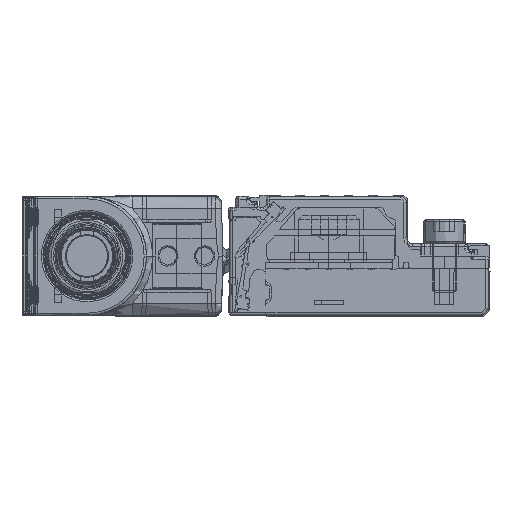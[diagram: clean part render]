
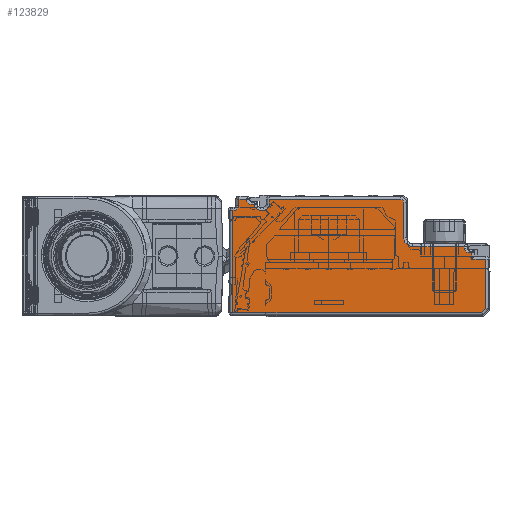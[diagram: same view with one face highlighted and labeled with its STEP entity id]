
A CAD part, left-side view. The second image highlights one B-rep face of the part: STEP entity #123829.
In plain terms, the highlighted planar face has unit normal (-1, 0, 0).
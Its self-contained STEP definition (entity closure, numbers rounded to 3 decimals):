
#123547=AXIS2_PLACEMENT_3D('Circle Axis2P3D',#123545,#123546,$) ;
#123686=AXIS2_PLACEMENT_3D('Plane Axis2P3D',#123683,#123684,#123685) ;
#123709=AXIS2_PLACEMENT_3D('Circle Axis2P3D',#123707,#123708,$) ;
#123723=AXIS2_PLACEMENT_3D('Circle Axis2P3D',#123721,#123722,$) ;
#123744=AXIS2_PLACEMENT_3D('Circle Axis2P3D',#123742,#123743,$) ;
#123758=AXIS2_PLACEMENT_3D('Circle Axis2P3D',#123756,#123757,$) ;
#123772=AXIS2_PLACEMENT_3D('Circle Axis2P3D',#123770,#123771,$) ;
#123793=AXIS2_PLACEMENT_3D('Circle Axis2P3D',#123791,#123792,$) ;
#119446=CARTESIAN_POINT('Vertex',(-3178.,42.3,-7.3)) ;
#119449=CARTESIAN_POINT('Line Origine',(-3178.,42.3,2.)) ;
#119453=CARTESIAN_POINT('Vertex',(-3178.,42.3,9.5)) ;
#119777=CARTESIAN_POINT('Vertex',(-3178.,1.407,-7.3)) ;
#119780=CARTESIAN_POINT('Line Origine',(-3178.,23.168,-7.3)) ;
#119817=CARTESIAN_POINT('Vertex',(-3178.,0.7,-6.593)) ;
#119820=CARTESIAN_POINT('Line Origine',(-3178.,-1.246,-4.646)) ;
#119857=CARTESIAN_POINT('Vertex',(-3178.,0.7,1.5)) ;
#119860=CARTESIAN_POINT('Line Origine',(-3178.,0.7,2.)) ;
#123462=CARTESIAN_POINT('Vertex',(-3178.,3.,2.5)) ;
#123518=CARTESIAN_POINT('Vertex',(-3178.,3.4,2.5)) ;
#123521=CARTESIAN_POINT('Line Origine',(-3178.,21.5,2.5)) ;
#123542=CARTESIAN_POINT('Vertex',(-3178.,4.2,3.3)) ;
#123545=CARTESIAN_POINT('Axis2P3D Location',(-3178.,3.4,3.3)) ;
#123668=CARTESIAN_POINT('Vertex',(-3178.,3.,1.5)) ;
#123671=CARTESIAN_POINT('Line Origine',(-3178.,21.5,1.5)) ;
#123683=CARTESIAN_POINT('Axis2P3D Location',(-3178.,0.2,-7.8)) ;
#123688=CARTESIAN_POINT('Line Origine',(-3178.,3.,2.)) ;
#123693=CARTESIAN_POINT('Line Origine',(-3178.,4.2,3.4)) ;
#123697=CARTESIAN_POINT('Vertex',(-3178.,4.2,3.5)) ;
#123700=CARTESIAN_POINT('Line Origine',(-3178.,8.45,3.5)) ;
#123704=CARTESIAN_POINT('Vertex',(-3178.,12.7,3.5)) ;
#123707=CARTESIAN_POINT('Axis2P3D Location',(-3178.,12.7,5.)) ;
#123711=CARTESIAN_POINT('Vertex',(-3178.,14.2,5.)) ;
#123714=CARTESIAN_POINT('Line Origine',(-3178.,14.2,7.9)) ;
#123718=CARTESIAN_POINT('Vertex',(-3178.,14.2,10.8)) ;
#123721=CARTESIAN_POINT('Axis2P3D Location',(-3178.,14.7,10.8)) ;
#123725=CARTESIAN_POINT('Vertex',(-3178.,14.7,11.3)) ;
#123728=CARTESIAN_POINT('Line Origine',(-3178.,25.5,11.3)) ;
#123732=CARTESIAN_POINT('Vertex',(-3178.,36.3,11.3)) ;
#123735=CARTESIAN_POINT('Line Origine',(-3178.,36.3,10.9)) ;
#123739=CARTESIAN_POINT('Vertex',(-3178.,36.3,10.5)) ;
#123742=CARTESIAN_POINT('Axis2P3D Location',(-3178.,37.3,10.5)) ;
#123746=CARTESIAN_POINT('Vertex',(-3178.,37.3,9.5)) ;
#123749=CARTESIAN_POINT('Line Origine',(-3178.,37.55,9.5)) ;
#123753=CARTESIAN_POINT('Vertex',(-3178.,37.8,9.5)) ;
#123756=CARTESIAN_POINT('Axis2P3D Location',(-3178.,37.8,10.5)) ;
#123760=CARTESIAN_POINT('Vertex',(-3178.,38.8,10.5)) ;
#123763=CARTESIAN_POINT('Line Origine',(-3178.,39.05,10.5)) ;
#123767=CARTESIAN_POINT('Vertex',(-3178.,39.3,10.5)) ;
#123770=CARTESIAN_POINT('Axis2P3D Location',(-3178.,39.3,11.3)) ;
#123774=CARTESIAN_POINT('Vertex',(-3178.,40.1,11.3)) ;
#123777=CARTESIAN_POINT('Line Origine',(-3178.,40.7,11.3)) ;
#123781=CARTESIAN_POINT('Vertex',(-3178.,41.3,11.3)) ;
#123784=CARTESIAN_POINT('Line Origine',(-3178.,41.3,10.8)) ;
#123788=CARTESIAN_POINT('Vertex',(-3178.,41.3,10.3)) ;
#123791=CARTESIAN_POINT('Axis2P3D Location',(-3178.,42.1,10.3)) ;
#123795=CARTESIAN_POINT('Vertex',(-3178.,42.1,9.5)) ;
#123798=CARTESIAN_POINT('Line Origine',(-3178.,42.2,9.5)) ;
#119450=DIRECTION('Vector Direction',(0.,0.,1.)) ;
#119781=DIRECTION('Vector Direction',(0.,1.,0.)) ;
#119821=DIRECTION('Vector Direction',(0.,0.707,-0.707)) ;
#119861=DIRECTION('Vector Direction',(0.,0.,-1.)) ;
#123522=DIRECTION('Vector Direction',(0.,-1.,0.)) ;
#123546=DIRECTION('Axis2P3D Direction',(1.,0.,0.)) ;
#123672=DIRECTION('Vector Direction',(0.,-1.,0.)) ;
#123684=DIRECTION('Axis2P3D Direction',(-1.,0.,0.)) ;
#123685=DIRECTION('Axis2P3D XDirection',(0.,0.,1.)) ;
#123689=DIRECTION('Vector Direction',(0.,0.,1.)) ;
#123694=DIRECTION('Vector Direction',(0.,0.,-1.)) ;
#123701=DIRECTION('Vector Direction',(0.,1.,0.)) ;
#123708=DIRECTION('Axis2P3D Direction',(-1.,0.,0.)) ;
#123715=DIRECTION('Vector Direction',(0.,0.,1.)) ;
#123722=DIRECTION('Axis2P3D Direction',(-1.,0.,0.)) ;
#123729=DIRECTION('Vector Direction',(0.,1.,0.)) ;
#123736=DIRECTION('Vector Direction',(0.,0.,-1.)) ;
#123743=DIRECTION('Axis2P3D Direction',(-1.,0.,0.)) ;
#123750=DIRECTION('Vector Direction',(0.,1.,0.)) ;
#123757=DIRECTION('Axis2P3D Direction',(-1.,0.,0.)) ;
#123764=DIRECTION('Vector Direction',(0.,-1.,0.)) ;
#123771=DIRECTION('Axis2P3D Direction',(-1.,0.,0.)) ;
#123778=DIRECTION('Vector Direction',(0.,1.,0.)) ;
#123785=DIRECTION('Vector Direction',(0.,0.,-1.)) ;
#123792=DIRECTION('Axis2P3D Direction',(-1.,0.,0.)) ;
#123799=DIRECTION('Vector Direction',(0.,1.,0.)) ;
#119451=VECTOR('Line Direction',#119450,1.) ;
#119782=VECTOR('Line Direction',#119781,1.) ;
#119822=VECTOR('Line Direction',#119821,1.) ;
#119862=VECTOR('Line Direction',#119861,1.) ;
#123523=VECTOR('Line Direction',#123522,1.) ;
#123673=VECTOR('Line Direction',#123672,1.) ;
#123690=VECTOR('Line Direction',#123689,1.) ;
#123695=VECTOR('Line Direction',#123694,1.) ;
#123702=VECTOR('Line Direction',#123701,1.) ;
#123716=VECTOR('Line Direction',#123715,1.) ;
#123730=VECTOR('Line Direction',#123729,1.) ;
#123737=VECTOR('Line Direction',#123736,1.) ;
#123751=VECTOR('Line Direction',#123750,1.) ;
#123765=VECTOR('Line Direction',#123764,1.) ;
#123779=VECTOR('Line Direction',#123778,1.) ;
#123786=VECTOR('Line Direction',#123785,1.) ;
#123800=VECTOR('Line Direction',#123799,1.) ;
#123804=ORIENTED_EDGE('',*,*,#123692,.T.) ;
#123805=ORIENTED_EDGE('',*,*,#123525,.T.) ;
#123806=ORIENTED_EDGE('',*,*,#123549,.T.) ;
#123807=ORIENTED_EDGE('',*,*,#123699,.T.) ;
#123808=ORIENTED_EDGE('',*,*,#123706,.T.) ;
#123809=ORIENTED_EDGE('',*,*,#123713,.T.) ;
#123810=ORIENTED_EDGE('',*,*,#123720,.T.) ;
#123811=ORIENTED_EDGE('',*,*,#123727,.T.) ;
#123812=ORIENTED_EDGE('',*,*,#123734,.T.) ;
#123813=ORIENTED_EDGE('',*,*,#123741,.T.) ;
#123814=ORIENTED_EDGE('',*,*,#123748,.T.) ;
#123815=ORIENTED_EDGE('',*,*,#123755,.T.) ;
#123816=ORIENTED_EDGE('',*,*,#123762,.T.) ;
#123817=ORIENTED_EDGE('',*,*,#123769,.T.) ;
#123818=ORIENTED_EDGE('',*,*,#123776,.T.) ;
#123819=ORIENTED_EDGE('',*,*,#123783,.T.) ;
#123820=ORIENTED_EDGE('',*,*,#123790,.T.) ;
#123821=ORIENTED_EDGE('',*,*,#123797,.T.) ;
#123822=ORIENTED_EDGE('',*,*,#123802,.T.) ;
#123823=ORIENTED_EDGE('',*,*,#119455,.T.) ;
#123824=ORIENTED_EDGE('',*,*,#119784,.T.) ;
#123825=ORIENTED_EDGE('',*,*,#119824,.T.) ;
#123826=ORIENTED_EDGE('',*,*,#119864,.T.) ;
#123827=ORIENTED_EDGE('',*,*,#123675,.T.) ;
#123829=ADVANCED_FACE('\X2\FF8AFF9FFF70FF82\X0\ \X2\FF8EFF9EFF83FF9EFF68FF70\X0\',(#123828),#123687,.T.) ;
#123548=CIRCLE('generated circle',#123547,0.8) ;
#123710=CIRCLE('generated circle',#123709,1.5) ;
#123724=CIRCLE('generated circle',#123723,0.5) ;
#123745=CIRCLE('generated circle',#123744,1.) ;
#123759=CIRCLE('generated circle',#123758,1.) ;
#123773=CIRCLE('generated circle',#123772,0.8) ;
#123794=CIRCLE('generated circle',#123793,0.8) ;
#119455=EDGE_CURVE('',#119454,#119447,#119452,.F.) ;
#119784=EDGE_CURVE('',#119447,#119778,#119783,.F.) ;
#119824=EDGE_CURVE('',#119778,#119818,#119823,.F.) ;
#119864=EDGE_CURVE('',#119818,#119858,#119863,.F.) ;
#123525=EDGE_CURVE('',#123463,#123519,#123524,.F.) ;
#123549=EDGE_CURVE('',#123519,#123543,#123548,.T.) ;
#123675=EDGE_CURVE('',#119858,#123669,#123674,.F.) ;
#123692=EDGE_CURVE('',#123669,#123463,#123691,.T.) ;
#123699=EDGE_CURVE('',#123543,#123698,#123696,.F.) ;
#123706=EDGE_CURVE('',#123698,#123705,#123703,.T.) ;
#123713=EDGE_CURVE('',#123705,#123712,#123710,.F.) ;
#123720=EDGE_CURVE('',#123712,#123719,#123717,.T.) ;
#123727=EDGE_CURVE('',#123719,#123726,#123724,.T.) ;
#123734=EDGE_CURVE('',#123726,#123733,#123731,.T.) ;
#123741=EDGE_CURVE('',#123733,#123740,#123738,.T.) ;
#123748=EDGE_CURVE('',#123740,#123747,#123745,.F.) ;
#123755=EDGE_CURVE('',#123747,#123754,#123752,.T.) ;
#123762=EDGE_CURVE('',#123754,#123761,#123759,.F.) ;
#123769=EDGE_CURVE('',#123761,#123768,#123766,.F.) ;
#123776=EDGE_CURVE('',#123768,#123775,#123773,.F.) ;
#123783=EDGE_CURVE('',#123775,#123782,#123780,.T.) ;
#123790=EDGE_CURVE('',#123782,#123789,#123787,.T.) ;
#123797=EDGE_CURVE('',#123789,#123796,#123794,.F.) ;
#123802=EDGE_CURVE('',#123796,#119454,#123801,.T.) ;
#123803=EDGE_LOOP('',(#123804,#123805,#123806,#123807,#123808,#123809,#123810,#123811,#123812,#123813,#123814,#123815,#123816,#123817,#123818,#123819,#123820,#123821,#123822,#123823,#123824,#123825,#123826,#123827)) ;
#123828=FACE_OUTER_BOUND('',#123803,.T.) ;
#119452=LINE('Line',#119449,#119451) ;
#119783=LINE('Line',#119780,#119782) ;
#119823=LINE('Line',#119820,#119822) ;
#119863=LINE('Line',#119860,#119862) ;
#123524=LINE('Line',#123521,#123523) ;
#123674=LINE('Line',#123671,#123673) ;
#123691=LINE('Line',#123688,#123690) ;
#123696=LINE('Line',#123693,#123695) ;
#123703=LINE('Line',#123700,#123702) ;
#123717=LINE('Line',#123714,#123716) ;
#123731=LINE('Line',#123728,#123730) ;
#123738=LINE('Line',#123735,#123737) ;
#123752=LINE('Line',#123749,#123751) ;
#123766=LINE('Line',#123763,#123765) ;
#123780=LINE('Line',#123777,#123779) ;
#123787=LINE('Line',#123784,#123786) ;
#123801=LINE('Line',#123798,#123800) ;
#123687=PLANE('',#123686) ;
#119447=VERTEX_POINT('',#119446) ;
#119454=VERTEX_POINT('',#119453) ;
#119778=VERTEX_POINT('',#119777) ;
#119818=VERTEX_POINT('',#119817) ;
#119858=VERTEX_POINT('',#119857) ;
#123463=VERTEX_POINT('',#123462) ;
#123519=VERTEX_POINT('',#123518) ;
#123543=VERTEX_POINT('',#123542) ;
#123669=VERTEX_POINT('',#123668) ;
#123698=VERTEX_POINT('',#123697) ;
#123705=VERTEX_POINT('',#123704) ;
#123712=VERTEX_POINT('',#123711) ;
#123719=VERTEX_POINT('',#123718) ;
#123726=VERTEX_POINT('',#123725) ;
#123733=VERTEX_POINT('',#123732) ;
#123740=VERTEX_POINT('',#123739) ;
#123747=VERTEX_POINT('',#123746) ;
#123754=VERTEX_POINT('',#123753) ;
#123761=VERTEX_POINT('',#123760) ;
#123768=VERTEX_POINT('',#123767) ;
#123775=VERTEX_POINT('',#123774) ;
#123782=VERTEX_POINT('',#123781) ;
#123789=VERTEX_POINT('',#123788) ;
#123796=VERTEX_POINT('',#123795) ;
